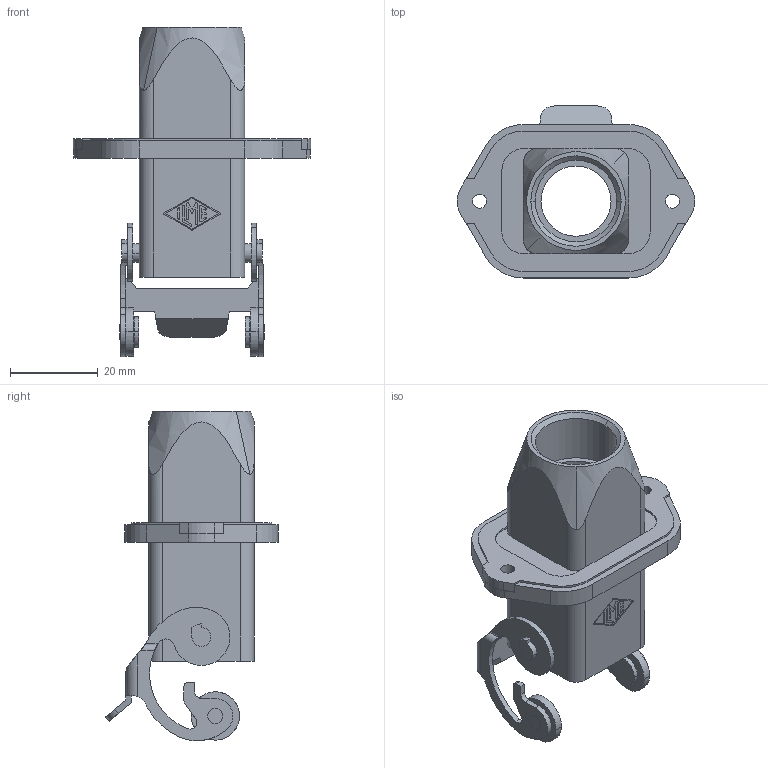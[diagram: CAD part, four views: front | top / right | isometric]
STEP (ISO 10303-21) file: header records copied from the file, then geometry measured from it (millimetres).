
FILE_DESCRIPTION(('Creo Elements/Direct Modeling STEP Export'),'2;1');
FILE_NAME('0ln7tug4kt486dg928','2018-09-26T 8:32:51',(''),(''),'PTC Creo Elements/Direct Modeling STEP processor for AP214 (Solid Model)','PTC Creo Elements/Direct Modeling 19.0E 27-Jun-2016 (C) Parametric Technology GmbH','');
FILE_SCHEMA(('AUTOMOTIVE_DESIGN { 1 0 10303 214 1 1 1 1 }'));
Length unit declared in the file: millimetre
Products named in the file (2): MKAXS_IVG20_Internet
Assembly tree (1 placements, depth 2):
  MKAXS_IVG20_Internet
    MKAXS_IVG20_Internet
Bounding box: 54.2 x 39.3 x 75.16 mm (x, y, z)
Volume: 14739.4 mm3; surface area: 15153.7 mm2
Topology: 1 solids, 1 shells, 241 faces, 675 edges, 459 vertices
Faces by surface type: plane 118, cylinder 116, cone 7
Entity records: 10840 total; most frequent: CARTESIAN_POINT 3797, ORIENTED_EDGE 1350, DIRECTION 1227, EDGE_CURVE 675, VERTEX_POINT 459, AXIS2_PLACEMENT_3D 427, VECTOR 373, LINE 373
